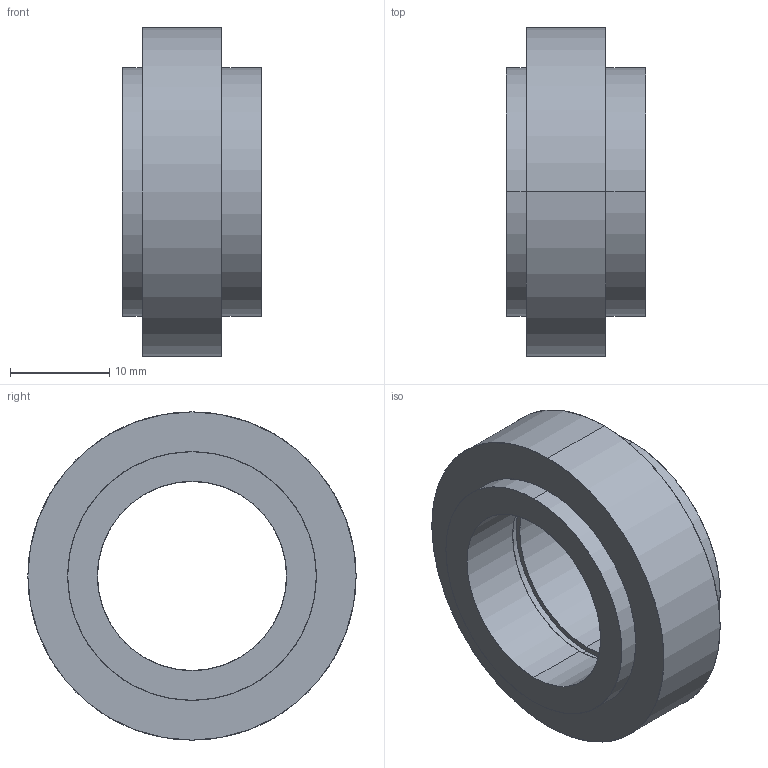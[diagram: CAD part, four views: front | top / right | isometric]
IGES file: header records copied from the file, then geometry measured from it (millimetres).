
Start section: SolidWorks IGES file using analytic representation for surfaces
Global section: file name: B48-05.IGS; native system: SolidWorks 2007; preprocessor: SolidWorks 2007; author: jean; date: 180404.094746; units: millimetre
Bounding box: 14 x 33 x 33 mm (x, y, z)
Surface area: 3344.2 mm2 (no closed solid volume)
Topology: 0 solids, 0 shells, 18 faces, 496 edges, 496 vertices
Faces by surface type: revolution 12, bspline 6
